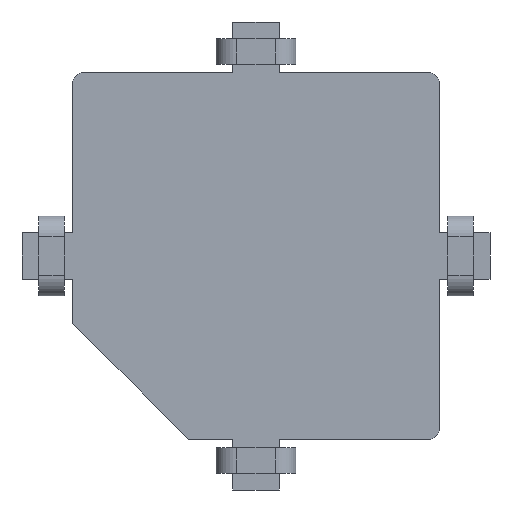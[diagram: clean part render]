
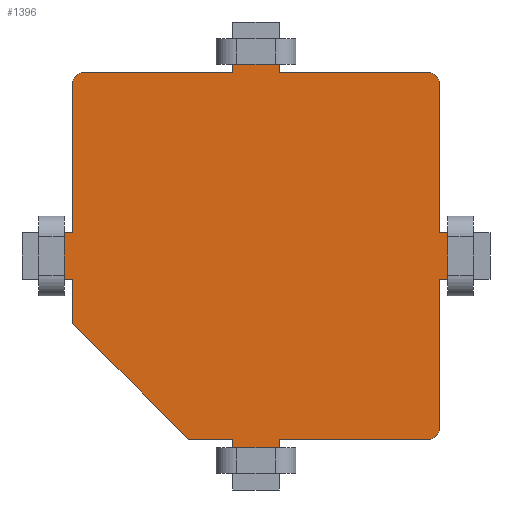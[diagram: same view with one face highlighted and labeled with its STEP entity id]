
A CAD part, front view. The second image highlights one B-rep face of the part: STEP entity #1396.
In plain terms, the highlighted planar face has unit normal (0, -1, 0).
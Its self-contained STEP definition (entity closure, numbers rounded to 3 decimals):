
#65=CARTESIAN_POINT('',(-4.245,0.,4.245));
#66=DIRECTION('',(0.,-1.,0.));
#67=DIRECTION('',(0.,0.,1.));
#68=AXIS2_PLACEMENT_3D('',#65,#66,#67);
#70=DIRECTION('',(1.,0.,0.));
#71=VECTOR('',#70,3.674);
#72=CARTESIAN_POINT('',(-4.245,0.,4.495));
#73=LINE('',#72,#71);
#74=DIRECTION('',(0.,0.,1.));
#75=VECTOR('',#74,0.205);
#76=CARTESIAN_POINT('',(-0.572,0.,4.495));
#77=LINE('',#76,#75);
#78=DIRECTION('',(1.,0.,0.));
#79=VECTOR('',#78,1.143);
#80=CARTESIAN_POINT('',(-0.572,0.,4.7));
#81=LINE('',#80,#79);
#82=DIRECTION('',(0.,0.,-1.));
#83=VECTOR('',#82,0.205);
#84=CARTESIAN_POINT('',(0.572,0.,4.7));
#85=LINE('',#84,#83);
#86=DIRECTION('',(1.,0.,0.));
#87=VECTOR('',#86,3.674);
#88=CARTESIAN_POINT('',(0.572,0.,4.495));
#89=LINE('',#88,#87);
#90=CARTESIAN_POINT('',(4.245,0.,4.245));
#91=DIRECTION('',(0.,-1.,0.));
#92=DIRECTION('',(1.,0.,0.));
#93=AXIS2_PLACEMENT_3D('',#90,#91,#92);
#95=DIRECTION('',(0.,0.,-1.));
#96=VECTOR('',#95,3.674);
#97=CARTESIAN_POINT('',(4.495,0.,4.245));
#98=LINE('',#97,#96);
#99=DIRECTION('',(1.,0.,0.));
#100=VECTOR('',#99,0.205);
#101=CARTESIAN_POINT('',(4.495,0.,0.572));
#102=LINE('',#101,#100);
#103=DIRECTION('',(0.,0.,-1.));
#104=VECTOR('',#103,1.143);
#105=CARTESIAN_POINT('',(4.7,0.,0.572));
#106=LINE('',#105,#104);
#107=DIRECTION('',(-1.,0.,0.));
#108=VECTOR('',#107,0.205);
#109=CARTESIAN_POINT('',(4.7,0.,-0.572));
#110=LINE('',#109,#108);
#111=DIRECTION('',(0.,0.,-1.));
#112=VECTOR('',#111,3.674);
#113=CARTESIAN_POINT('',(4.495,0.,-0.572));
#114=LINE('',#113,#112);
#115=CARTESIAN_POINT('',(4.245,0.,-4.245));
#116=DIRECTION('',(0.,-1.,0.));
#117=DIRECTION('',(0.,0.,-1.));
#118=AXIS2_PLACEMENT_3D('',#115,#116,#117);
#120=DIRECTION('',(-1.,0.,0.));
#121=VECTOR('',#120,3.674);
#122=CARTESIAN_POINT('',(4.245,0.,-4.495));
#123=LINE('',#122,#121);
#124=DIRECTION('',(0.,0.,-1.));
#125=VECTOR('',#124,0.205);
#126=CARTESIAN_POINT('',(0.572,0.,-4.495));
#127=LINE('',#126,#125);
#128=DIRECTION('',(-1.,0.,0.));
#129=VECTOR('',#128,1.143);
#130=CARTESIAN_POINT('',(0.572,0.,-4.7));
#131=LINE('',#130,#129);
#132=DIRECTION('',(0.,0.,1.));
#133=VECTOR('',#132,0.205);
#134=CARTESIAN_POINT('',(-0.572,0.,-4.7));
#135=LINE('',#134,#133);
#136=DIRECTION('',(-1.,0.,0.));
#137=VECTOR('',#136,1.088);
#138=CARTESIAN_POINT('',(-0.572,0.,-4.495));
#139=LINE('',#138,#137);
#140=DIRECTION('',(-0.707,0.,0.707));
#141=VECTOR('',#140,4.011);
#142=CARTESIAN_POINT('',(-1.659,0.,-4.495));
#143=LINE('',#142,#141);
#144=DIRECTION('',(0.,0.,1.));
#145=VECTOR('',#144,1.088);
#146=CARTESIAN_POINT('',(-4.495,0.,-1.659));
#147=LINE('',#146,#145);
#148=DIRECTION('',(-1.,0.,0.));
#149=VECTOR('',#148,0.205);
#150=CARTESIAN_POINT('',(-4.495,0.,-0.572));
#151=LINE('',#150,#149);
#152=DIRECTION('',(0.,0.,1.));
#153=VECTOR('',#152,1.143);
#154=CARTESIAN_POINT('',(-4.7,0.,-0.572));
#155=LINE('',#154,#153);
#156=DIRECTION('',(1.,0.,0.));
#157=VECTOR('',#156,0.205);
#158=CARTESIAN_POINT('',(-4.7,0.,0.572));
#159=LINE('',#158,#157);
#160=DIRECTION('',(0.,0.,1.));
#161=VECTOR('',#160,3.674);
#162=CARTESIAN_POINT('',(-4.495,0.,0.572));
#163=LINE('',#162,#161);
#979=CARTESIAN_POINT('',(-1.659,0.,-4.495));
#980=CARTESIAN_POINT('',(-4.495,0.,-1.659));
#981=VERTEX_POINT('',#979);
#982=VERTEX_POINT('',#980);
#1019=CARTESIAN_POINT('',(-4.495,0.,-0.572));
#1020=VERTEX_POINT('',#1019);
#1021=CARTESIAN_POINT('',(-4.495,0.,0.572));
#1022=VERTEX_POINT('',#1021);
#1027=CARTESIAN_POINT('',(-0.572,0.,4.495));
#1028=VERTEX_POINT('',#1027);
#1029=CARTESIAN_POINT('',(0.572,0.,4.495));
#1030=VERTEX_POINT('',#1029);
#1035=CARTESIAN_POINT('',(4.495,0.,0.572));
#1036=VERTEX_POINT('',#1035);
#1037=CARTESIAN_POINT('',(4.495,0.,-0.572));
#1038=VERTEX_POINT('',#1037);
#1043=CARTESIAN_POINT('',(0.572,0.,-4.495));
#1044=VERTEX_POINT('',#1043);
#1045=CARTESIAN_POINT('',(-0.572,0.,-4.495));
#1046=VERTEX_POINT('',#1045);
#1047=CARTESIAN_POINT('',(-0.572,0.,4.7));
#1048=CARTESIAN_POINT('',(0.572,0.,4.7));
#1049=VERTEX_POINT('',#1047);
#1050=VERTEX_POINT('',#1048);
#1063=CARTESIAN_POINT('',(4.7,0.,0.572));
#1064=CARTESIAN_POINT('',(4.7,0.,-0.572));
#1065=VERTEX_POINT('',#1063);
#1066=VERTEX_POINT('',#1064);
#1079=CARTESIAN_POINT('',(0.572,0.,-4.7));
#1080=CARTESIAN_POINT('',(-0.572,0.,-4.7));
#1081=VERTEX_POINT('',#1079);
#1082=VERTEX_POINT('',#1080);
#1095=CARTESIAN_POINT('',(-4.7,0.,-0.572));
#1096=CARTESIAN_POINT('',(-4.7,0.,0.572));
#1097=VERTEX_POINT('',#1095);
#1098=VERTEX_POINT('',#1096);
#1137=CARTESIAN_POINT('',(-4.245,0.,4.495));
#1138=CARTESIAN_POINT('',(-4.495,0.,4.245));
#1139=VERTEX_POINT('',#1137);
#1140=VERTEX_POINT('',#1138);
#1141=CARTESIAN_POINT('',(4.495,0.,4.245));
#1142=CARTESIAN_POINT('',(4.245,0.,4.495));
#1143=VERTEX_POINT('',#1141);
#1144=VERTEX_POINT('',#1142);
#1145=CARTESIAN_POINT('',(4.245,0.,-4.495));
#1146=CARTESIAN_POINT('',(4.495,0.,-4.245));
#1147=VERTEX_POINT('',#1145);
#1148=VERTEX_POINT('',#1146);
#1341=CARTESIAN_POINT('',(0.,0.,0.));
#1342=DIRECTION('',(0.,1.,0.));
#1343=DIRECTION('',(1.,0.,0.));
#1344=AXIS2_PLACEMENT_3D('',#1341,#1342,#1343);
#1345=PLANE('',#1344);
#1347=ORIENTED_EDGE('',*,*,#1346,.F.);
#1349=ORIENTED_EDGE('',*,*,#1348,.T.);
#1351=ORIENTED_EDGE('',*,*,#1350,.T.);
#1353=ORIENTED_EDGE('',*,*,#1352,.T.);
#1355=ORIENTED_EDGE('',*,*,#1354,.T.);
#1357=ORIENTED_EDGE('',*,*,#1356,.T.);
#1359=ORIENTED_EDGE('',*,*,#1358,.F.);
#1361=ORIENTED_EDGE('',*,*,#1360,.T.);
#1363=ORIENTED_EDGE('',*,*,#1362,.T.);
#1365=ORIENTED_EDGE('',*,*,#1364,.T.);
#1367=ORIENTED_EDGE('',*,*,#1366,.T.);
#1369=ORIENTED_EDGE('',*,*,#1368,.T.);
#1371=ORIENTED_EDGE('',*,*,#1370,.F.);
#1373=ORIENTED_EDGE('',*,*,#1372,.T.);
#1375=ORIENTED_EDGE('',*,*,#1374,.T.);
#1377=ORIENTED_EDGE('',*,*,#1376,.T.);
#1379=ORIENTED_EDGE('',*,*,#1378,.T.);
#1381=ORIENTED_EDGE('',*,*,#1380,.T.);
#1383=ORIENTED_EDGE('',*,*,#1382,.T.);
#1385=ORIENTED_EDGE('',*,*,#1384,.T.);
#1387=ORIENTED_EDGE('',*,*,#1386,.T.);
#1389=ORIENTED_EDGE('',*,*,#1388,.T.);
#1391=ORIENTED_EDGE('',*,*,#1390,.T.);
#1393=ORIENTED_EDGE('',*,*,#1392,.T.);
#1394=EDGE_LOOP('',(#1347,#1349,#1351,#1353,#1355,#1357,#1359,#1361,#1363,#1365,
#1367,#1369,#1371,#1373,#1375,#1377,#1379,#1381,#1383,#1385,#1387,#1389,#1391,
#1393));
#1395=FACE_OUTER_BOUND('',#1394,.F.);
#69=CIRCLE('',#68,0.25);
#94=CIRCLE('',#93,0.25);
#119=CIRCLE('',#118,0.25);
#1346=EDGE_CURVE('',#1139,#1140,#69,.T.);
#1348=EDGE_CURVE('',#1139,#1028,#73,.T.);
#1350=EDGE_CURVE('',#1028,#1049,#77,.T.);
#1352=EDGE_CURVE('',#1049,#1050,#81,.T.);
#1354=EDGE_CURVE('',#1050,#1030,#85,.T.);
#1356=EDGE_CURVE('',#1030,#1144,#89,.T.);
#1358=EDGE_CURVE('',#1143,#1144,#94,.T.);
#1360=EDGE_CURVE('',#1143,#1036,#98,.T.);
#1362=EDGE_CURVE('',#1036,#1065,#102,.T.);
#1364=EDGE_CURVE('',#1065,#1066,#106,.T.);
#1366=EDGE_CURVE('',#1066,#1038,#110,.T.);
#1368=EDGE_CURVE('',#1038,#1148,#114,.T.);
#1370=EDGE_CURVE('',#1147,#1148,#119,.T.);
#1372=EDGE_CURVE('',#1147,#1044,#123,.T.);
#1374=EDGE_CURVE('',#1044,#1081,#127,.T.);
#1376=EDGE_CURVE('',#1081,#1082,#131,.T.);
#1378=EDGE_CURVE('',#1082,#1046,#135,.T.);
#1380=EDGE_CURVE('',#1046,#981,#139,.T.);
#1382=EDGE_CURVE('',#981,#982,#143,.T.);
#1384=EDGE_CURVE('',#982,#1020,#147,.T.);
#1386=EDGE_CURVE('',#1020,#1097,#151,.T.);
#1388=EDGE_CURVE('',#1097,#1098,#155,.T.);
#1390=EDGE_CURVE('',#1098,#1022,#159,.T.);
#1392=EDGE_CURVE('',#1022,#1140,#163,.T.);
#1396=ADVANCED_FACE('',(#1395),#1345,.F.);
